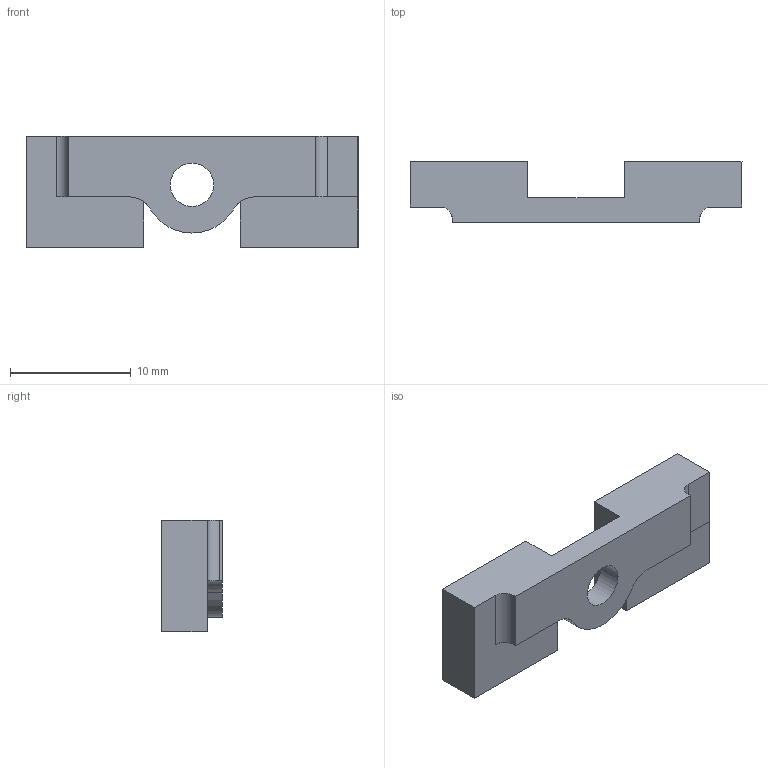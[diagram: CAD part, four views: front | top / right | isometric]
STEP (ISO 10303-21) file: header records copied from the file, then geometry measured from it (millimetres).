
FILE_DESCRIPTION( ( '' ), ' ' );
FILE_NAME( '5cafa80a6e1b28179f496a65.step', '2019-04-11T20:48:10', ( '' ), ( '' ), ' ', ' ', ' ' );
FILE_SCHEMA( ( 'AUTOMOTIVE_DESIGN { 1 0 10303 214 1 1 1 1 }' ) );
Length unit declared in the file: metre
Products named in the file (1): Part 2
Bounding box: 27.5 x 5 x 9.2 mm (x, y, z)
Volume: 848 mm3; surface area: 828.7 mm2
Topology: 1 solids, 1 shells, 30 faces, 83 edges, 55 vertices
Faces by surface type: plane 20, cylinder 10
Full cylindrical faces by diameter (mm): 3.6 x1
Entity records: 1213 total; most frequent: CARTESIAN_POINT 171, ORIENTED_EDGE 164, DIRECTION 163, EDGE_CURVE 82, LINE 57, VECTOR 57, VERTEX_POINT 55, AXIS2_PLACEMENT_3D 53
